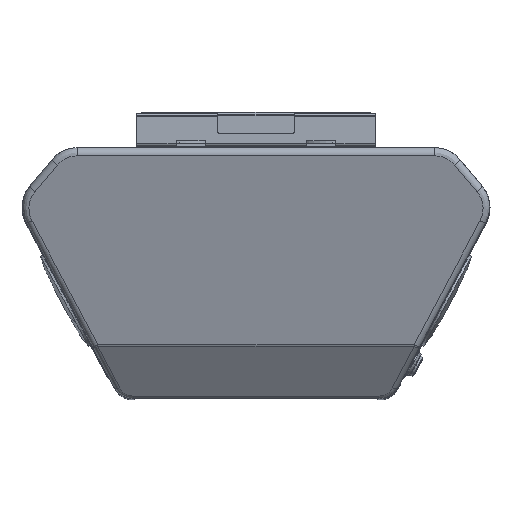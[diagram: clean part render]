
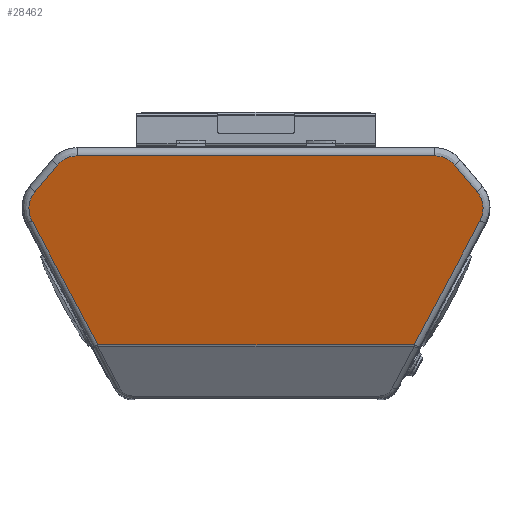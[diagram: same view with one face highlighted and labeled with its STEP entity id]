
A CAD part, top view. The second image highlights one B-rep face of the part: STEP entity #28462.
In plain terms, the highlighted planar face has unit normal (0, -0.259, 0.966).
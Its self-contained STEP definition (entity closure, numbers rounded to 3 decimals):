
#8230=DIRECTION('',(0.457,-0.859,-0.23));
#8231=VECTOR('',#8230,132.694);
#8232=CARTESIAN_POINT('',(-206.191,-67.319,
597.46));
#8233=LINE('',#8232,#8231);
#8234=CARTESIAN_POINT('',(-203.385,-40.624,
604.612));
#8235=CARTESIAN_POINT('',(-204.892,-42.421,
604.131));
#8236=CARTESIAN_POINT('',(-207.08,-45.981,
603.177));
#8237=CARTESIAN_POINT('',(-208.8,-51.667,
601.654));
#8238=CARTESIAN_POINT('',(-209.18,-57.045,
600.212));
#8239=CARTESIAN_POINT('',(-208.359,-62.377,
598.784));
#8240=CARTESIAN_POINT('',(-207.034,-65.732,
597.885));
#8241=CARTESIAN_POINT('',(-206.191,-67.319,
597.46));
#8243=DIRECTION('',(-0.63,-0.75,-0.201));
#8244=VECTOR('',#8243,32.567);
#8245=CARTESIAN_POINT('',(-182.879,-16.186,
611.161));
#8246=LINE('',#8245,#8244);
#8247=CARTESIAN_POINT('',(-164.494,-7.613,
613.458));
#8248=CARTESIAN_POINT('',(-165.872,-7.613,
613.458));
#8249=CARTESIAN_POINT('',(-168.628,-7.851,
613.394));
#8250=CARTESIAN_POINT('',(-172.633,-8.909,
613.11));
#8251=CARTESIAN_POINT('',(-176.386,-10.631,
612.649));
#8252=CARTESIAN_POINT('',(-179.887,-13.033,
612.005));
#8253=CARTESIAN_POINT('',(-181.923,-15.046,
611.466));
#8254=CARTESIAN_POINT('',(-182.879,-16.186,
611.161));
#8256=CARTESIAN_POINT('',(182.879,-16.186,611.161));
#8257=CARTESIAN_POINT('',(181.923,-15.046,611.466));
#8258=CARTESIAN_POINT('',(179.887,-13.033,612.005));
#8259=CARTESIAN_POINT('',(176.386,-10.631,612.649));
#8260=CARTESIAN_POINT('',(172.633,-8.909,613.11));
#8261=CARTESIAN_POINT('',(168.628,-7.851,613.394));
#8262=CARTESIAN_POINT('',(165.872,-7.613,613.458));
#8263=CARTESIAN_POINT('',(164.494,-7.613,613.458));
#8265=DIRECTION('',(-0.63,0.75,0.201));
#8266=VECTOR('',#8265,32.567);
#8267=CARTESIAN_POINT('',(203.385,-40.624,604.612));
#8268=LINE('',#8267,#8266);
#8269=CARTESIAN_POINT('',(206.191,-67.319,597.46));
#8270=CARTESIAN_POINT('',(207.034,-65.732,597.885));
#8271=CARTESIAN_POINT('',(208.359,-62.377,598.784));
#8272=CARTESIAN_POINT('',(209.18,-57.045,600.212));
#8273=CARTESIAN_POINT('',(208.8,-51.667,601.654));
#8274=CARTESIAN_POINT('',(207.08,-45.981,603.177));
#8275=CARTESIAN_POINT('',(204.892,-42.421,604.131));
#8276=CARTESIAN_POINT('',(203.385,-40.624,604.612));
#8278=DIRECTION('',(0.457,0.859,0.23));
#8279=VECTOR('',#8278,132.694);
#8280=CARTESIAN_POINT('',(145.568,-181.333,566.91));
#8281=LINE('',#8280,#8279);
#8286=DIRECTION('',(-1.,0.,0.));
#8287=VECTOR('',#8286,291.136);
#8288=CARTESIAN_POINT('',(145.568,-181.333,566.91));
#8289=LINE('',#8288,#8287);
#13415=DIRECTION('',(1.,0.,0.));
#13416=VECTOR('',#13415,328.988);
#13417=CARTESIAN_POINT('',(-164.494,-7.613,
613.458));
#13418=LINE('',#13417,#13416);
#15435=CARTESIAN_POINT('',(-206.191,-67.319,
597.46));
#15436=CARTESIAN_POINT('',(-145.568,-181.333,
566.91));
#15437=VERTEX_POINT('',#15435);
#15438=VERTEX_POINT('',#15436);
#15448=CARTESIAN_POINT('',(145.568,-181.333,
566.91));
#15449=VERTEX_POINT('',#15448);
#15450=CARTESIAN_POINT('',(206.191,-67.319,
597.46));
#15451=VERTEX_POINT('',#15450);
#15460=VERTEX_POINT('',#8234);
#15461=VERTEX_POINT('',#8276);
#15462=CARTESIAN_POINT('',(182.879,-16.186,
611.161));
#15463=VERTEX_POINT('',#15462);
#15464=VERTEX_POINT('',#8263);
#15465=CARTESIAN_POINT('',(-164.494,-7.613,
613.458));
#15466=VERTEX_POINT('',#15465);
#15467=VERTEX_POINT('',#8254);
#28436=CARTESIAN_POINT('',(0.,-0.148,
615.458));
#28437=DIRECTION('',(0.,-0.259,0.966));
#28438=DIRECTION('',(0.,-0.966,-0.259));
#28439=AXIS2_PLACEMENT_3D('',#28436,#28437,#28438);
#28440=PLANE('',#28439);
#28442=ORIENTED_EDGE('',*,*,#28441,.T.);
#28444=ORIENTED_EDGE('',*,*,#28443,.F.);
#28446=ORIENTED_EDGE('',*,*,#28445,.F.);
#28448=ORIENTED_EDGE('',*,*,#28447,.F.);
#28449=ORIENTED_EDGE('',*,*,#28426,.F.);
#28451=ORIENTED_EDGE('',*,*,#28450,.T.);
#28453=ORIENTED_EDGE('',*,*,#28452,.F.);
#28455=ORIENTED_EDGE('',*,*,#28454,.F.);
#28457=ORIENTED_EDGE('',*,*,#28456,.F.);
#28459=ORIENTED_EDGE('',*,*,#28458,.F.);
#28460=EDGE_LOOP('',(#28442,#28444,#28446,#28448,#28449,#28451,#28453,#28455,
#28457,#28459));
#28461=FACE_OUTER_BOUND('',#28460,.F.);
#28462=ADVANCED_FACE('',(#28461),#28440,.T.);
#8242=B_SPLINE_CURVE_WITH_KNOTS('',3,(#8234,#8235,#8236,#8237,#8238,#8239,#8240,
#8241),.UNSPECIFIED.,.F.,.F.,(4,1,1,1,1,4),(0.,0.245,
0.434,0.623,0.811,1.),.UNSPECIFIED.);
#8255=B_SPLINE_CURVE_WITH_KNOTS('',3,(#8247,#8248,#8249,#8250,#8251,#8252,#8253,
#8254),.UNSPECIFIED.,.F.,.F.,(4,1,1,1,1,4),(0.,0.196,
0.392,0.589,0.785,1.),.UNSPECIFIED.);
#8264=B_SPLINE_CURVE_WITH_KNOTS('',3,(#8256,#8257,#8258,#8259,#8260,#8261,#8262,
#8263),.UNSPECIFIED.,.F.,.F.,(4,1,1,1,1,4),(0.,0.215,
0.411,0.608,0.804,1.),.UNSPECIFIED.);
#8277=B_SPLINE_CURVE_WITH_KNOTS('',3,(#8269,#8270,#8271,#8272,#8273,#8274,#8275,
#8276),.UNSPECIFIED.,.F.,.F.,(4,1,1,1,1,4),(0.,0.189,
0.377,0.566,0.755,1.),.UNSPECIFIED.);
#28426=EDGE_CURVE('',#15466,#15467,#8255,.T.);
#28441=EDGE_CURVE('',#15449,#15438,#8289,.T.);
#28443=EDGE_CURVE('',#15437,#15438,#8233,.T.);
#28445=EDGE_CURVE('',#15460,#15437,#8242,.T.);
#28447=EDGE_CURVE('',#15467,#15460,#8246,.T.);
#28450=EDGE_CURVE('',#15466,#15464,#13418,.T.);
#28452=EDGE_CURVE('',#15463,#15464,#8264,.T.);
#28454=EDGE_CURVE('',#15461,#15463,#8268,.T.);
#28456=EDGE_CURVE('',#15451,#15461,#8277,.T.);
#28458=EDGE_CURVE('',#15449,#15451,#8281,.T.);
